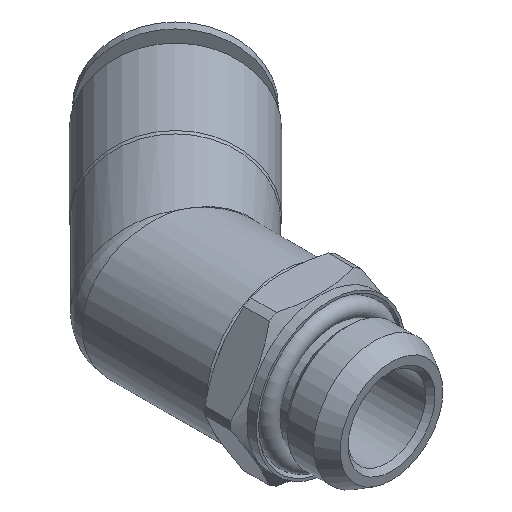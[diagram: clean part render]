
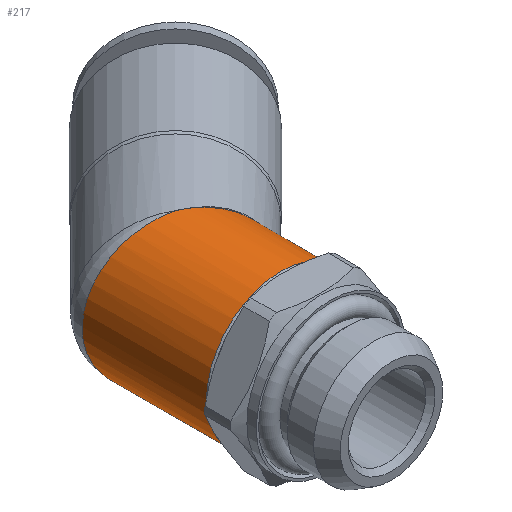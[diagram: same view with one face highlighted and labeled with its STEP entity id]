
A CAD part, isometric view. The second image highlights one B-rep face of the part: STEP entity #217.
In plain terms, the highlighted cylindrical face has radius 7.9 mm (diameter 15.8 mm), a full revolution.
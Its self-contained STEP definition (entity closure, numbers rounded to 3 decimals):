
#217 = ADVANCED_FACE( 'NONE', ( #354, #355 ), #356, .T. );
#354 = FACE_OUTER_BOUND( '', #596, .T. );
#355 = FACE_OUTER_BOUND( '', #597, .T. );
#356 = CYLINDRICAL_SURFACE( '', #598, 7.9 );
#596 = EDGE_LOOP( '', ( #973, #974 ) );
#597 = EDGE_LOOP( '', ( #975 ) );
#598 = AXIS2_PLACEMENT_3D( '', #976, #977, #978 );
#973 = ORIENTED_EDGE( '', *, *, #1086, .T. );
#974 = ORIENTED_EDGE( '', *, *, #1012, .T. );
#975 = ORIENTED_EDGE( '', *, *, #1063, .T. );
#976 = CARTESIAN_POINT( '', ( 0., 22.345, 0. ) );
#977 = DIRECTION( '', ( 0., -1., 0. ) );
#978 = DIRECTION( '', ( 0., 0., -1. ) );
#1012 = EDGE_CURVE( 'NONE', #1111, #1108, #1112, .T. );
#1063 = EDGE_CURVE( 'NONE', #1206, #1206, #1207, .T. );
#1086 = EDGE_CURVE( 'NONE', #1108, #1111, #1243, .T. );
#1108 = VERTEX_POINT( 'NONE', #1300 );
#1111 = VERTEX_POINT( 'NONE', #1329 );
#1112 = B_SPLINE_CURVE_WITH_KNOTS( '', 3, ( #1330, #1331, #1332, #1333, #1334, #1335, #1336, #1337, #1338, #1339, #1340, #1341, #1342, #1343, #1344, #1345, #1346, #1347, #1348, #1349, #1350, #1351, #1352, #1353, #1354, #1355, #1356, #1357, #1358, #1359, #1360, #1361, #1362, #1363, #1364, #1365 ), .UNSPECIFIED., .F., .F., ( 4, 1, 1, 1, 1, 1, 1, 1, 1, 1, 1, 1, 1, 1, 1, 1, 1, 1, 1, 1, 1, 1, 1, 1, 1, 1, 1, 1, 1, 1, 1, 1, 1, 4 ), ( 0., 0.012, 0.023, 0.034, 0.045, 0.055, 0.064, 0.073, 0.082, 0.09, 0.098, 0.106, 0.112, 0.119, 0.125, 0.191, 0.25, 0.314, 0.375, 0.438, 0.5, 0.562, 0.625, 0.686, 0.75, 0.809, 0.875, 0.887, 0.902, 0.918, 0.935, 0.955, 0.977, 1. ), .UNSPECIFIED. );
#1206 = VERTEX_POINT( '', #1600 );
#1207 = CIRCLE( '', #1601, 7.9 );
#1243 = B_SPLINE_CURVE_WITH_KNOTS( '', 3, ( #1677, #1678, #1679, #1680, #1681, #1682, #1683, #1684, #1685, #1686, #1687, #1688, #1689, #1690, #1691, #1692, #1693, #1694, #1695, #1696, #1697, #1698, #1699, #1700, #1701, #1702, #1703, #1704, #1705, #1706, #1707, #1708, #1709, #1710, #1711, #1712 ), .UNSPECIFIED., .F., .F., ( 4, 1, 1, 1, 1, 1, 1, 1, 1, 1, 1, 1, 1, 1, 1, 1, 1, 1, 1, 1, 1, 1, 1, 1, 1, 1, 1, 1, 1, 1, 1, 1, 1, 4 ), ( 0., 0.012, 0.023, 0.034, 0.045, 0.055, 0.064, 0.074, 0.082, 0.09, 0.098, 0.106, 0.113, 0.119, 0.125, 0.191, 0.25, 0.315, 0.375, 0.438, 0.5, 0.562, 0.625, 0.685, 0.75, 0.809, 0.875, 0.887, 0.901, 0.917, 0.935, 0.955, 0.977, 1. ), .UNSPECIFIED. );
#1300 = CARTESIAN_POINT( '', ( 0., 0., -7.9 ) );
#1329 = CARTESIAN_POINT( '', ( 0., 0., 7.9 ) );
#1330 = CARTESIAN_POINT( '', ( 0., 0., 7.9 ) );
#1331 = CARTESIAN_POINT( '', ( -0.096, 0.025, 7.899 ) );
#1332 = CARTESIAN_POINT( '', ( -0.285, 0.073, 7.897 ) );
#1333 = CARTESIAN_POINT( '', ( -0.562, 0.144, 7.881 ) );
#1334 = CARTESIAN_POINT( '', ( -0.828, 0.212, 7.858 ) );
#1335 = CARTESIAN_POINT( '', ( -1.082, 0.277, 7.827 ) );
#1336 = CARTESIAN_POINT( '', ( -1.324, 0.339, 7.789 ) );
#1337 = CARTESIAN_POINT( '', ( -1.555, 0.398, 7.747 ) );
#1338 = CARTESIAN_POINT( '', ( -1.773, 0.454, 7.699 ) );
#1339 = CARTESIAN_POINT( '', ( -1.98, 0.508, 7.649 ) );
#1340 = CARTESIAN_POINT( '', ( -2.175, 0.558, 7.596 ) );
#1341 = CARTESIAN_POINT( '', ( -2.358, 0.605, 7.541 ) );
#1342 = CARTESIAN_POINT( '', ( -2.529, 0.649, 7.485 ) );
#1343 = CARTESIAN_POINT( '', ( -2.689, 0.691, 7.429 ) );
#1344 = CARTESIAN_POINT( '', ( -2.838, 0.729, 7.373 ) );
#1345 = CARTESIAN_POINT( '', ( -3.435, 0.882, 7.137 ) );
#1346 = CARTESIAN_POINT( '', ( -4.389, 1.127, 6.629 ) );
#1347 = CARTESIAN_POINT( '', ( -5.603, 1.44, 5.639 ) );
#1348 = CARTESIAN_POINT( '', ( -6.584, 1.691, 4.458 ) );
#1349 = CARTESIAN_POINT( '', ( -7.334, 1.884, 3.07 ) );
#1350 = CARTESIAN_POINT( '', ( -7.796, 2.002, 1.573 ) );
#1351 = CARTESIAN_POINT( '', ( -7.952, 2.043, 0. ) );
#1352 = CARTESIAN_POINT( '', ( -7.796, 2.002, -1.573 ) );
#1353 = CARTESIAN_POINT( '', ( -7.335, 1.884, -3.07 ) );
#1354 = CARTESIAN_POINT( '', ( -6.584, 1.691, -4.458 ) );
#1355 = CARTESIAN_POINT( '', ( -5.604, 1.44, -5.639 ) );
#1356 = CARTESIAN_POINT( '', ( -4.39, 1.127, -6.629 ) );
#1357 = CARTESIAN_POINT( '', ( -3.389, 0.871, -7.161 ) );
#1358 = CARTESIAN_POINT( '', ( -2.683, 0.689, -7.433 ) );
#1359 = CARTESIAN_POINT( '', ( -2.354, 0.604, -7.544 ) );
#1360 = CARTESIAN_POINT( '', ( -1.978, 0.507, -7.652 ) );
#1361 = CARTESIAN_POINT( '', ( -1.553, 0.398, -7.751 ) );
#1362 = CARTESIAN_POINT( '', ( -1.078, 0.276, -7.831 ) );
#1363 = CARTESIAN_POINT( '', ( -0.555, 0.142, -7.889 ) );
#1364 = CARTESIAN_POINT( '', ( -0.19, 0.049, -7.896 ) );
#1365 = CARTESIAN_POINT( '', ( 0., 0., -7.9 ) );
#1600 = CARTESIAN_POINT( '', ( 0., -11.2, 7.9 ) );
#1601 = AXIS2_PLACEMENT_3D( '', #1820, #1821, #1822 );
#1677 = CARTESIAN_POINT( '', ( 0., 0., -7.9 ) );
#1678 = CARTESIAN_POINT( '', ( 0.094, -0.041, -7.899 ) );
#1679 = CARTESIAN_POINT( '', ( 0.278, -0.122, -7.897 ) );
#1680 = CARTESIAN_POINT( '', ( 0.549, -0.241, -7.882 ) );
#1681 = CARTESIAN_POINT( '', ( 0.808, -0.355, -7.86 ) );
#1682 = CARTESIAN_POINT( '', ( 1.056, -0.464, -7.83 ) );
#1683 = CARTESIAN_POINT( '', ( 1.293, -0.568, -7.795 ) );
#1684 = CARTESIAN_POINT( '', ( 1.518, -0.667, -7.754 ) );
#1685 = CARTESIAN_POINT( '', ( 1.732, -0.761, -7.709 ) );
#1686 = CARTESIAN_POINT( '', ( 1.933, -0.85, -7.661 ) );
#1687 = CARTESIAN_POINT( '', ( 2.124, -0.934, -7.61 ) );
#1688 = CARTESIAN_POINT( '', ( 2.302, -1.013, -7.558 ) );
#1689 = CARTESIAN_POINT( '', ( 2.47, -1.087, -7.505 ) );
#1690 = CARTESIAN_POINT( '', ( 2.626, -1.156, -7.451 ) );
#1691 = CARTESIAN_POINT( '', ( 2.771, -1.22, -7.398 ) );
#1692 = CARTESIAN_POINT( '', ( 3.36, -1.48, -7.172 ) );
#1693 = CARTESIAN_POINT( '', ( 4.304, -1.894, -6.683 ) );
#1694 = CARTESIAN_POINT( '', ( 5.525, -2.433, -5.716 ) );
#1695 = CARTESIAN_POINT( '', ( 6.524, -2.872, -4.547 ) );
#1696 = CARTESIAN_POINT( '', ( 7.304, -3.217, -3.146 ) );
#1697 = CARTESIAN_POINT( '', ( 7.789, -3.43, -1.619 ) );
#1698 = CARTESIAN_POINT( '', ( 7.955, -3.504, 0. ) );
#1699 = CARTESIAN_POINT( '', ( 7.789, -3.43, 1.619 ) );
#1700 = CARTESIAN_POINT( '', ( 7.304, -3.217, 3.146 ) );
#1701 = CARTESIAN_POINT( '', ( 6.525, -2.873, 4.547 ) );
#1702 = CARTESIAN_POINT( '', ( 5.525, -2.434, 5.715 ) );
#1703 = CARTESIAN_POINT( '', ( 4.304, -1.894, 6.683 ) );
#1704 = CARTESIAN_POINT( '', ( 3.315, -1.46, 7.195 ) );
#1705 = CARTESIAN_POINT( '', ( 2.62, -1.154, 7.455 ) );
#1706 = CARTESIAN_POINT( '', ( 2.299, -1.011, 7.561 ) );
#1707 = CARTESIAN_POINT( '', ( 1.931, -0.849, 7.664 ) );
#1708 = CARTESIAN_POINT( '', ( 1.516, -0.666, 7.758 ) );
#1709 = CARTESIAN_POINT( '', ( 1.053, -0.462, 7.834 ) );
#1710 = CARTESIAN_POINT( '', ( 0.542, -0.238, 7.889 ) );
#1711 = CARTESIAN_POINT( '', ( 0.186, -0.082, 7.896 ) );
#1712 = CARTESIAN_POINT( '', ( 0., 0., 7.9 ) );
#1820 = CARTESIAN_POINT( '', ( 0., -11.2, 0. ) );
#1821 = DIRECTION( '', ( 0., 1., 0. ) );
#1822 = DIRECTION( '', ( 0., 0., 1. ) );
